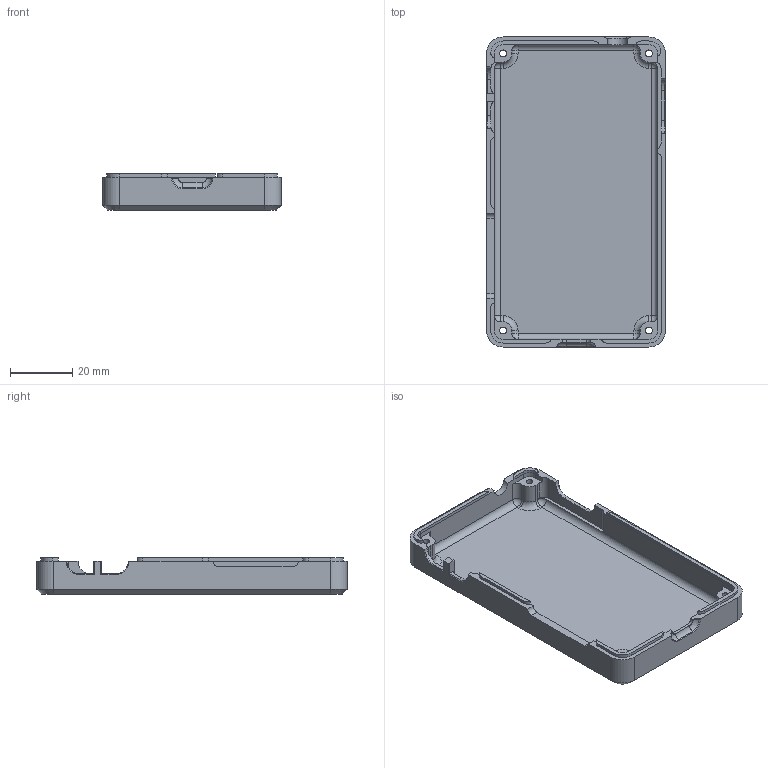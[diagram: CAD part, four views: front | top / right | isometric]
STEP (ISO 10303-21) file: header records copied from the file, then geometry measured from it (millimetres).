
FILE_DESCRIPTION(('FreeCAD Model'),'2;1');
FILE_NAME('Open CASCADE Shape Model','2024-08-03T17:47:21',(''),(''), 'Open CASCADE STEP processor 7.6','FreeCAD','Unknown');
FILE_SCHEMA(('AUTOMOTIVE_DESIGN { 1 0 10303 214 1 1 1 1 }'));
Length unit declared in the file: millimetre
Products named in the file (1): Back
Bounding box: 57.4 x 99.55 x 11.6 mm (x, y, z)
Volume: 12981.5 mm3; surface area: 17029.4 mm2
Topology: 1 solids, 1 shells, 185 faces, 474 edges, 283 vertices
Faces by surface type: plane 82, cylinder 71, cone 15, sphere 8, torus 5, extrusion 2, revolution 2
Full cylindrical faces by diameter (mm): 2.2 x4
Entity records: 5671 total; most frequent: CARTESIAN_POINT 1087, DIRECTION 999, ORIENTED_EDGE 932, EDGE_CURVE 466, AXIS2_PLACEMENT_3D 349, VECTOR 299, LINE 297, VERTEX_POINT 283
